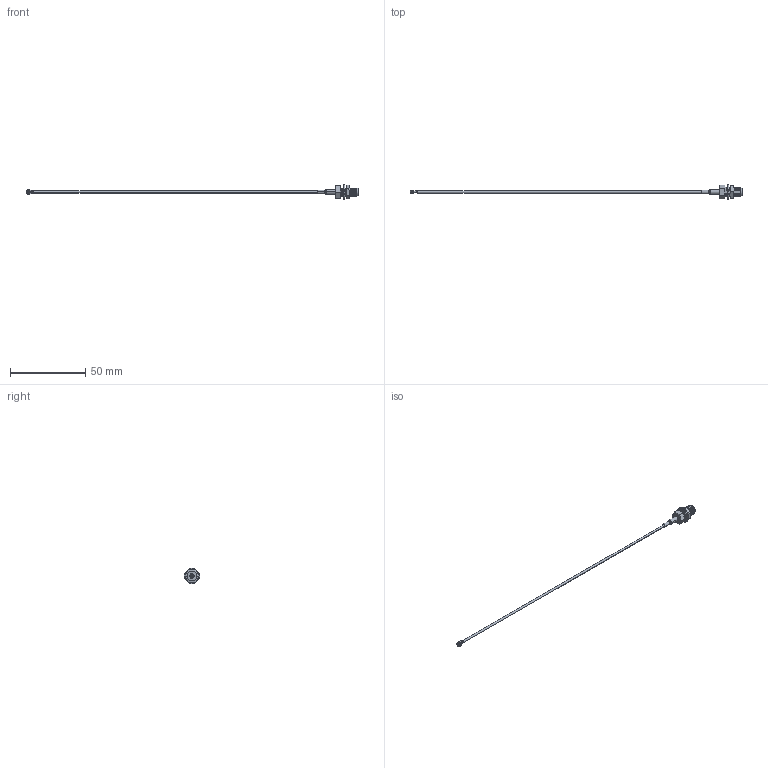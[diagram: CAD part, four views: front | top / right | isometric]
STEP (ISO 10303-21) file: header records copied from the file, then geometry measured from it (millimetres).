
FILE_DESCRIPTION (( 'STEP AP214' ), '1' );
FILE_NAME ('CAB.718.STEP', '2019-07-02T12:47:15', ( '' ), ( '' ), 'SwSTEP 2.0', 'SolidWorks 2017', '' );
FILE_SCHEMA (( 'AUTOMOTIVE_DESIGN' ));
Length unit declared in the file: millimetre
Products named in the file (1): CAB.718
Bounding box: 220.02 x 10.2 x 10.2 mm (x, y, z)
Surface area: 1831.4 mm2 (no closed solid volume)
Topology: 0 solids, 10 shells, 242 faces, 840 edges, 584 vertices
Faces by surface type: plane 79, bspline 77, cylinder 48, cone 30, torus 8
Entity records: 25037 total; most frequent: CARTESIAN_POINT 16222, ORIENTED_EDGE 1388, DIRECTION 926, EDGE_CURVE 840, VERTEX_POINT 584, B_SPLINE_CURVE_WITH_KNOTS 338, VECTOR 326, LINE 326
